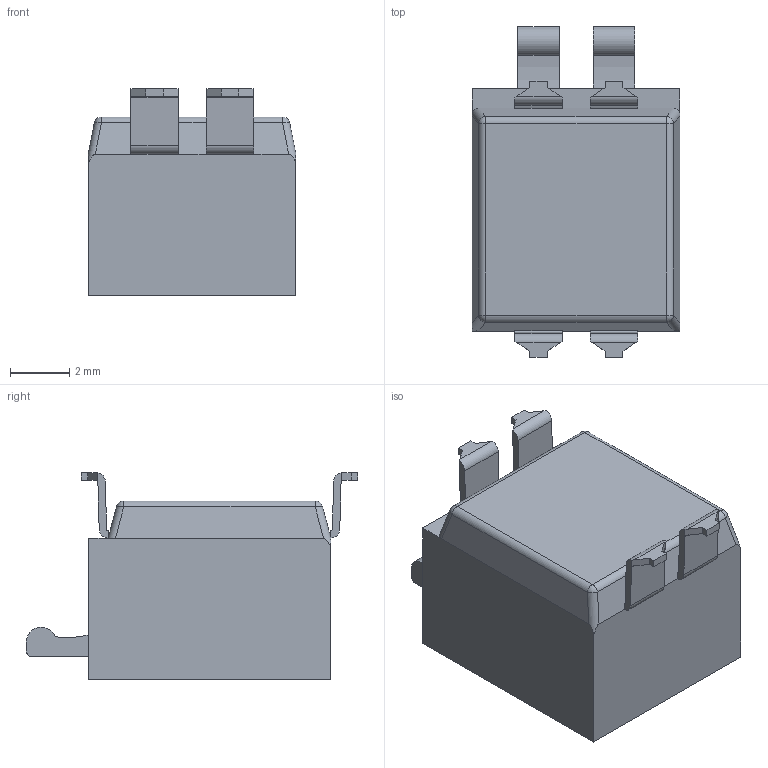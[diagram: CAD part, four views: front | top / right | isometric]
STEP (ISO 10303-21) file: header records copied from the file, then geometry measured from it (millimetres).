
FILE_DESCRIPTION((''),'2;1');
FILE_NAME('BPA02S_SW0001_PRT','2015-10-20T',('jtrepler'),(''),'PRO/ENGINEER BY PARAMETRIC TECHNOLOGY CORPORATION, 2011410','PRO/ENGINEER BY PARAMETRIC TECHNOLOGY CORPORATION, 2011410','');
FILE_SCHEMA(('AUTOMOTIVE_DESIGN_CC2 { 1 2 10303 214 -1 1 5 2 }'));
Length unit declared in the file: inch
Products named in the file (1): BPA02S_SW0001_PRT
Bounding box: 7 x 11.15 x 6.95 mm (x, y, z)
Volume: 336.5 mm3; surface area: 354.5 mm2
Topology: 3 solids, 3 shells, 589 faces, 1639 edges, 1084 vertices
Faces by surface type: plane 551, cylinder 34, sphere 4
Entity records: 18580 total; most frequent: CARTESIAN_POINT 3416, ORIENTED_EDGE 3278, DIRECTION 2855, EDGE_CURVE 1639, VECTOR 1549, LINE 1549, VERTEX_POINT 1084, AXIS2_PLACEMENT_3D 653
